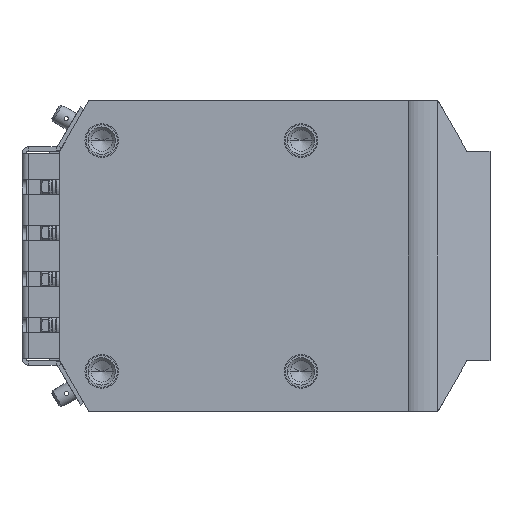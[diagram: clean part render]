
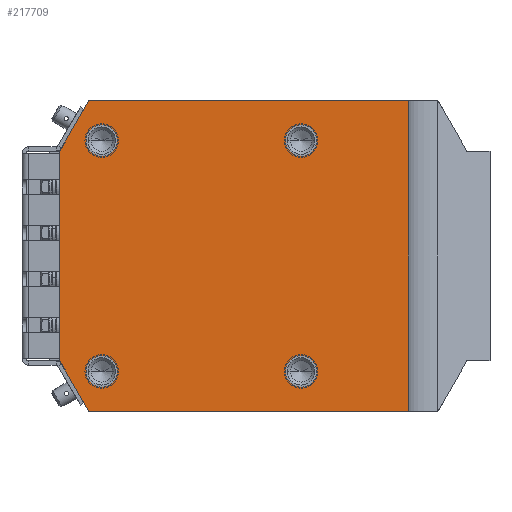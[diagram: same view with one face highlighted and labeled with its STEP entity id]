
A CAD part, front view. The second image highlights one B-rep face of the part: STEP entity #217709.
In plain terms, the highlighted planar face has unit normal (0, -1, 0).
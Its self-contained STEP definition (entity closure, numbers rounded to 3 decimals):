
#431 = VERTEX_POINT ( 'NONE', #140407 ) ;
#449 = CARTESIAN_POINT ( 'NONE',  ( -100., 0., -50. ) ) ;
#3351 = CARTESIAN_POINT ( 'NONE',  ( 15., 0., 55. ) ) ;
#3968 = EDGE_CURVE ( 'NONE', #141048, #160898, #131795, .T. ) ;
#5825 = VECTOR ( 'NONE', #132328, 1000. ) ;
#7322 = CARTESIAN_POINT ( 'NONE',  ( 15., 0., -55. ) ) ;
#7798 = DIRECTION ( 'NONE',  ( 0., -1., 0. ) ) ;
#8203 = CIRCLE ( 'NONE', #13089, 7.5 ) ;
#9917 = FACE_BOUND ( 'NONE', #26623, .T. ) ;
#10645 = ORIENTED_EDGE ( 'NONE', *, *, #128008, .F. ) ;
#10820 = EDGE_LOOP ( 'NONE', ( #140025, #204199 ) ) ;
#12807 = ORIENTED_EDGE ( 'NONE', *, *, #23492, .F. ) ;
#13089 = AXIS2_PLACEMENT_3D ( 'NONE', #115706, #7798, #133747 ) ;
#16494 = LINE ( 'NONE', #111595, #165756 ) ;
#21573 = DIRECTION ( 'NONE',  ( 1., 0., 0. ) ) ;
#23492 = EDGE_CURVE ( 'NONE', #65343, #184403, #225719, .T. ) ;
#24131 = ORIENTED_EDGE ( 'NONE', *, *, #55666, .F. ) ;
#24589 = CARTESIAN_POINT ( 'NONE',  ( 105., 0., 74. ) ) ;
#24950 = AXIS2_PLACEMENT_3D ( 'NONE', #84699, #210658, #102790 ) ;
#25556 = DIRECTION ( 'NONE',  ( 1., 0., 0. ) ) ;
#26441 = CIRCLE ( 'NONE', #221388, 7.5 ) ;
#26623 = EDGE_LOOP ( 'NONE', ( #12807, #10645 ) ) ;
#30492 = ORIENTED_EDGE ( 'NONE', *, *, #3968, .F. ) ;
#32585 = VERTEX_POINT ( 'NONE', #126540 ) ;
#33710 = VERTEX_POINT ( 'NONE', #206505 ) ;
#34869 = DIRECTION ( 'NONE',  ( 0., -1., 0. ) ) ;
#35534 = VERTEX_POINT ( 'NONE', #100779 ) ;
#37856 = EDGE_CURVE ( 'NONE', #431, #101571, #134124, .T. ) ;
#46738 = CARTESIAN_POINT ( 'NONE',  ( -72.5, 0., 55. ) ) ;
#53160 = CIRCLE ( 'NONE', #95030, 7.5 ) ;
#55572 = CARTESIAN_POINT ( 'NONE',  ( 66., 0., -74. ) ) ;
#55666 = EDGE_CURVE ( 'NONE', #207989, #199118, #16494, .T. ) ;
#56676 = CARTESIAN_POINT ( 'NONE',  ( -86.145, 0., 74. ) ) ;
#57846 = FACE_BOUND ( 'NONE', #212663, .T. ) ;
#58172 = CARTESIAN_POINT ( 'NONE',  ( 105., 0., -74. ) ) ;
#62991 = CARTESIAN_POINT ( 'NONE',  ( 15., 0., -55. ) ) ;
#65343 = VERTEX_POINT ( 'NONE', #206071 ) ;
#73937 = EDGE_CURVE ( 'NONE', #160898, #141048, #79339, .T. ) ;
#75599 = CARTESIAN_POINT ( 'NONE',  ( 66., 0., -74. ) ) ;
#75699 = ORIENTED_EDGE ( 'NONE', *, *, #37856, .T. ) ;
#76192 = DIRECTION ( 'NONE',  ( 0., -1., 0. ) ) ;
#78443 = EDGE_CURVE ( 'NONE', #207989, #33710, #204230, .T. ) ;
#79306 = CARTESIAN_POINT ( 'NONE',  ( -100., 0., 50. ) ) ;
#79339 = CIRCLE ( 'NONE', #161227, 7.5 ) ;
#81009 = DIRECTION ( 'NONE',  ( 1., 0., 0. ) ) ;
#81972 = CARTESIAN_POINT ( 'NONE',  ( 7.5, 0., -55. ) ) ;
#83153 = LINE ( 'NONE', #199450, #173299 ) ;
#84699 = CARTESIAN_POINT ( 'NONE',  ( -80., 0., -55. ) ) ;
#85471 = DIRECTION ( 'NONE',  ( 0., -1., 0. ) ) ;
#85918 = EDGE_LOOP ( 'NONE', ( #30492, #155339 ) ) ;
#87485 = EDGE_LOOP ( 'NONE', ( #192830, #125300, #75699, #199837, #193102, #24131 ) ) ;
#92033 = CARTESIAN_POINT ( 'NONE',  ( -80., 0., 55. ) ) ;
#92832 = DIRECTION ( 'NONE',  ( -0.5, 0., -0.866 ) ) ;
#95030 = AXIS2_PLACEMENT_3D ( 'NONE', #3351, #129306, #21573 ) ;
#98713 = AXIS2_PLACEMENT_3D ( 'NONE', #142620, #34869, #160828 ) ;
#99414 = EDGE_CURVE ( 'NONE', #166120, #32585, #26441, .T. ) ;
#100779 = CARTESIAN_POINT ( 'NONE',  ( -100., 0., -50. ) ) ;
#101571 = VERTEX_POINT ( 'NONE', #79306 ) ;
#102333 = VERTEX_POINT ( 'NONE', #193876 ) ;
#102760 = VECTOR ( 'NONE', #163460, 1000. ) ;
#102790 = DIRECTION ( 'NONE',  ( 1., 0., 0. ) ) ;
#103295 = CIRCLE ( 'NONE', #104955, 7.5 ) ;
#104955 = AXIS2_PLACEMENT_3D ( 'NONE', #7322, #133253, #25556 ) ;
#105766 = LINE ( 'NONE', #449, #153660 ) ;
#107122 = CARTESIAN_POINT ( 'NONE',  ( -86.145, 0., -74. ) ) ;
#108307 = DIRECTION ( 'NONE',  ( 0., 0., 1. ) ) ;
#110199 = DIRECTION ( 'NONE',  ( 1., 0., 0. ) ) ;
#111595 = CARTESIAN_POINT ( 'NONE',  ( 105., 0., -74. ) ) ;
#115706 = CARTESIAN_POINT ( 'NONE',  ( 15., 0., 55. ) ) ;
#121274 = AXIS2_PLACEMENT_3D ( 'NONE', #62991, #188881, #81009 ) ;
#123658 = EDGE_CURVE ( 'NONE', #35534, #199118, #83153, .T. ) ;
#125300 = ORIENTED_EDGE ( 'NONE', *, *, #157722, .T. ) ;
#126540 = CARTESIAN_POINT ( 'NONE',  ( -72.5, 0., -55. ) ) ;
#128008 = EDGE_CURVE ( 'NONE', #184403, #65343, #103295, .T. ) ;
#129306 = DIRECTION ( 'NONE',  ( 0., -1., 0. ) ) ;
#129657 = DIRECTION ( 'NONE',  ( -1., 0., 0. ) ) ;
#130545 = EDGE_CURVE ( 'NONE', #144211, #102333, #53160, .T. ) ;
#131795 = CIRCLE ( 'NONE', #98713, 7.5 ) ;
#132328 = DIRECTION ( 'NONE',  ( -1., 0., 0. ) ) ;
#133253 = DIRECTION ( 'NONE',  ( 0., -1., 0. ) ) ;
#133747 = DIRECTION ( 'NONE',  ( 1., 0., 0. ) ) ;
#134124 = LINE ( 'NONE', #56676, #218537 ) ;
#135525 = CARTESIAN_POINT ( 'NONE',  ( -87.5, 0., -55. ) ) ;
#140025 = ORIENTED_EDGE ( 'NONE', *, *, #130545, .F. ) ;
#140407 = CARTESIAN_POINT ( 'NONE',  ( -86.145, 0., 74. ) ) ;
#141048 = VERTEX_POINT ( 'NONE', #46738 ) ;
#142620 = CARTESIAN_POINT ( 'NONE',  ( -80., 0., 55. ) ) ;
#142856 = EDGE_CURVE ( 'NONE', #32585, #166120, #173840, .T. ) ;
#144211 = VERTEX_POINT ( 'NONE', #228805 ) ;
#147879 = FACE_OUTER_BOUND ( 'NONE', #87485, .T. ) ;
#153660 = VECTOR ( 'NONE', #108307, 1000. ) ;
#154039 = ORIENTED_EDGE ( 'NONE', *, *, #99414, .F. ) ;
#155339 = ORIENTED_EDGE ( 'NONE', *, *, #73937, .F. ) ;
#157722 = EDGE_CURVE ( 'NONE', #33710, #431, #191661, .T. ) ;
#159305 = FACE_BOUND ( 'NONE', #10820, .T. ) ;
#160828 = DIRECTION ( 'NONE',  ( 1., 0., 0. ) ) ;
#160898 = VERTEX_POINT ( 'NONE', #203750 ) ;
#161227 = AXIS2_PLACEMENT_3D ( 'NONE', #92033, #217948, #110199 ) ;
#163460 = DIRECTION ( 'NONE',  ( 0., 0., 1. ) ) ;
#165756 = VECTOR ( 'NONE', #129657, 1000. ) ;
#166027 = PLANE ( 'NONE',  #212926 ) ;
#166120 = VERTEX_POINT ( 'NONE', #135525 ) ;
#173299 = VECTOR ( 'NONE', #181385, 1000. ) ;
#173840 = CIRCLE ( 'NONE', #24950, 7.5 ) ;
#181385 = DIRECTION ( 'NONE',  ( 0.5, 0., -0.866 ) ) ;
#182801 = EDGE_CURVE ( 'NONE', #35534, #101571, #105766, .T. ) ;
#184403 = VERTEX_POINT ( 'NONE', #81972 ) ;
#188881 = DIRECTION ( 'NONE',  ( 0., -1., 0. ) ) ;
#191661 = LINE ( 'NONE', #24589, #5825 ) ;
#192830 = ORIENTED_EDGE ( 'NONE', *, *, #78443, .T. ) ;
#193102 = ORIENTED_EDGE ( 'NONE', *, *, #123658, .T. ) ;
#193292 = CARTESIAN_POINT ( 'NONE',  ( -80., 0., -55. ) ) ;
#193876 = CARTESIAN_POINT ( 'NONE',  ( 7.5, 0., 55. ) ) ;
#195809 = FACE_BOUND ( 'NONE', #85918, .T. ) ;
#199118 = VERTEX_POINT ( 'NONE', #107122 ) ;
#199450 = CARTESIAN_POINT ( 'NONE',  ( -86.145, 0., -74. ) ) ;
#199837 = ORIENTED_EDGE ( 'NONE', *, *, #182801, .F. ) ;
#202201 = DIRECTION ( 'NONE',  ( 0., 0., -1. ) ) ;
#203750 = CARTESIAN_POINT ( 'NONE',  ( -87.5, 0., 55. ) ) ;
#204199 = ORIENTED_EDGE ( 'NONE', *, *, #205617, .F. ) ;
#204230 = LINE ( 'NONE', #55572, #102760 ) ;
#205617 = EDGE_CURVE ( 'NONE', #102333, #144211, #8203, .T. ) ;
#206071 = CARTESIAN_POINT ( 'NONE',  ( 22.5, 0., -55. ) ) ;
#206505 = CARTESIAN_POINT ( 'NONE',  ( 66., 0., 74. ) ) ;
#207989 = VERTEX_POINT ( 'NONE', #75599 ) ;
#210658 = DIRECTION ( 'NONE',  ( 0., -1., 0. ) ) ;
#211406 = DIRECTION ( 'NONE',  ( 1., 0., 0. ) ) ;
#212663 = EDGE_LOOP ( 'NONE', ( #227220, #154039 ) ) ;
#212926 = AXIS2_PLACEMENT_3D ( 'NONE', #58172, #76192, #202201 ) ;
#217709 = ADVANCED_FACE ( 'NONE', ( #57846, #159305, #9917, #195809, #147879 ), #166027, .T. ) ;
#217948 = DIRECTION ( 'NONE',  ( 0., -1., 0. ) ) ;
#218537 = VECTOR ( 'NONE', #92832, 1000. ) ;
#221388 = AXIS2_PLACEMENT_3D ( 'NONE', #193292, #85471, #211406 ) ;
#225719 = CIRCLE ( 'NONE', #121274, 7.5 ) ;
#227220 = ORIENTED_EDGE ( 'NONE', *, *, #142856, .F. ) ;
#228805 = CARTESIAN_POINT ( 'NONE',  ( 22.5, 0., 55. ) ) ;
